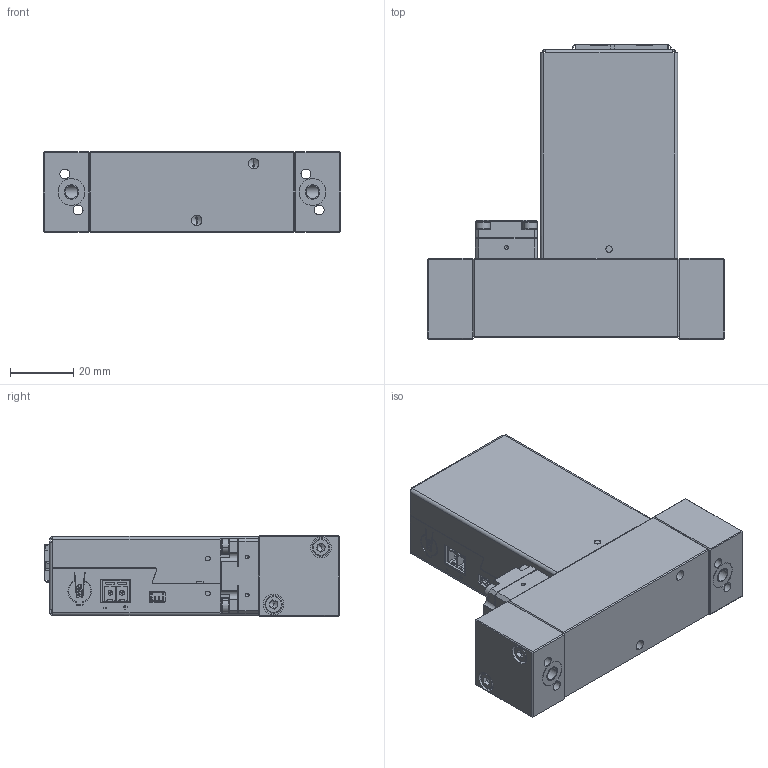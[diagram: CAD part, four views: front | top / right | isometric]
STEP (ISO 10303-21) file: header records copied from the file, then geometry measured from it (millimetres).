
FILE_DESCRIPTION (( 'STEP AP214' ), '1' );
FILE_NAME ('MF1Meter-SMT-PROFINET[MF1MgggrrrBFs0].STEP', '2013-02-06T23:07:14', ( '' ), ( '' ), 'SwSTEP 2.0', 'SolidWorks 2011', '' );
FILE_SCHEMA (( 'AUTOMOTIVE_DESIGN' ));
Length unit declared in the file: millimetre
Products named in the file (1): MF1Meter-SMT-PROFINET[MF1MgggrrrBFs0]
Bounding box: 94 x 92.98 x 25.4 mm (x, y, z)
Volume: 130702.2 mm3; surface area: 30099.3 mm2
Topology: 1 solids, 21 shells, 2051 faces, 6251 edges, 4349 vertices
Faces by surface type: plane 1522, cylinder 423, cone 58, torus 32, bspline 16
Entity records: 98185 total; most frequent: CARTESIAN_POINT 19439, ORIENTED_EDGE 12406, DIRECTION 10600, EDGE_CURVE 6203, LINE 4748, VECTOR 4748, VERTEX_POINT 4349, AXIS2_PLACEMENT_3D 2926
